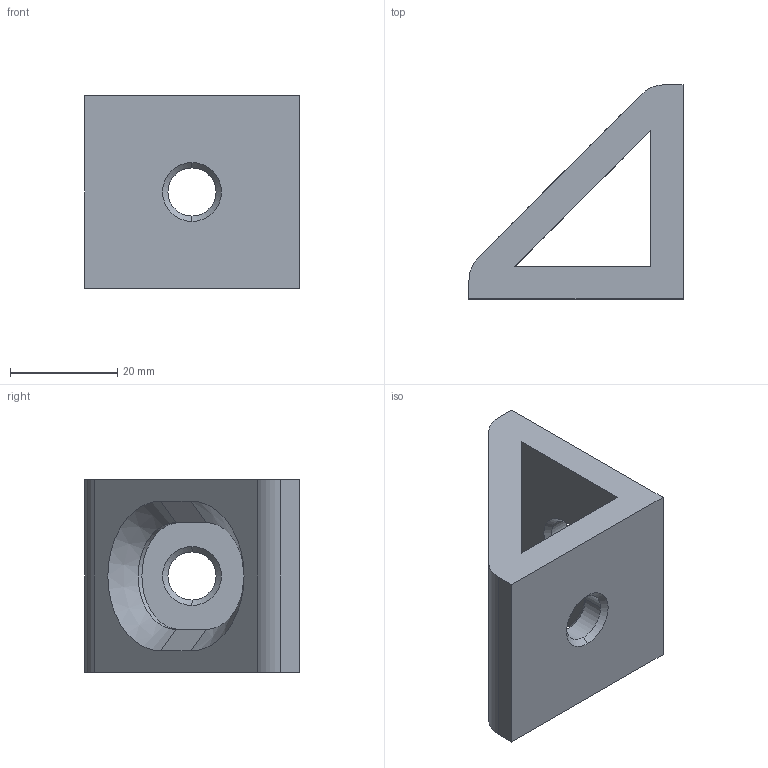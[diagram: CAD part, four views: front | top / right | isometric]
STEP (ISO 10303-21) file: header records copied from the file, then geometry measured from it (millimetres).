
FILE_DESCRIPTION (( 'STEP AP214' ), '1' );
FILE_NAME ('A470 Óãëîâîé àëþìèíèåâûé ñîåäèíèòåëü 40õ40.STEP', '2021-08-02T08:10:10', ( 'Windows User' ), ( '' ), 'SwSTEP 2.0', 'SolidWorks 2021', '' );
FILE_SCHEMA (( 'AUTOMOTIVE_DESIGN' ));
Length unit declared in the file: millimetre
Products named in the file (1): A470 Óãëîâîé àëþìèíèåâûé ñîåäèíèòåëü 40õ40
Bounding box: 40 x 40 x 36 mm (x, y, z)
Volume: 20611 mm3; surface area: 8890 mm2
Topology: 1 solids, 1 shells, 39 faces, 98 edges, 61 vertices
Faces by surface type: plane 16, cone 14, cylinder 9
Entity records: 1215 total; most frequent: DIRECTION 215, CARTESIAN_POINT 199, ORIENTED_EDGE 196, EDGE_CURVE 98, AXIS2_PLACEMENT_3D 77, VECTOR 61, LINE 61, VERTEX_POINT 61
